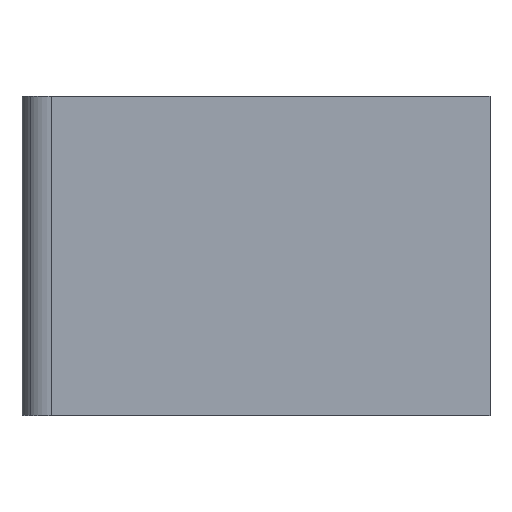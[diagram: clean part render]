
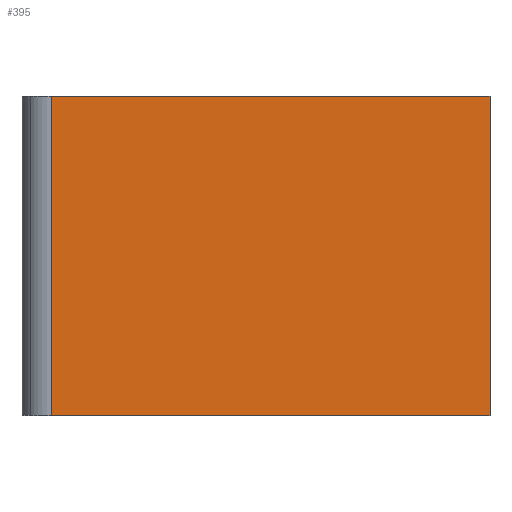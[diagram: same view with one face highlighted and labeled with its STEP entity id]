
A CAD part, top view. The second image highlights one B-rep face of the part: STEP entity #395.
In plain terms, the highlighted planar face has unit normal (0, 0, 1).
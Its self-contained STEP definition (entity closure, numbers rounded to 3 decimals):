
#338=CARTESIAN_POINT('',(-3.49,-2.72,3.18));
#339=VERTEX_POINT('',#338);
#347=CARTESIAN_POINT('',(-3.49,2.72,3.18));
#348=VERTEX_POINT('',#347);
#349=CARTESIAN_POINT('',(-3.49,2.72,3.18));
#350=DIRECTION('',(0.0,-1.0,0.0));
#351=VECTOR('',#350,5.44);
#352=LINE('',#349,#351);
#353=EDGE_CURVE('',#348,#339,#352,.T.);
#365=CARTESIAN_POINT('',(-3.49,2.72,3.18));
#366=DIRECTION('',(0.0,0.0,1.0));
#367=DIRECTION('',(0.0,-1.0,0.0));
#368=AXIS2_PLACEMENT_3D('',#365,#366,#367);
#369=PLANE('',#368);
#370=ORIENTED_EDGE('',*,*,#353,.T.);
#371=CARTESIAN_POINT('',(3.99,-2.72,3.18));
#372=VERTEX_POINT('',#371);
#373=CARTESIAN_POINT('',(-3.49,-2.72,3.18));
#374=DIRECTION('',(1.0,0.0,0.0));
#375=VECTOR('',#374,7.48);
#376=LINE('',#373,#375);
#377=EDGE_CURVE('',#339,#372,#376,.T.);
#378=ORIENTED_EDGE('',*,*,#377,.T.);
#379=CARTESIAN_POINT('',(3.99,2.72,3.18));
#380=VERTEX_POINT('',#379);
#381=CARTESIAN_POINT('',(3.99,2.72,3.18));
#382=DIRECTION('',(0.0,-1.0,0.0));
#383=VECTOR('',#382,5.44);
#384=LINE('',#381,#383);
#385=EDGE_CURVE('',#380,#372,#384,.T.);
#386=ORIENTED_EDGE('',*,*,#385,.F.);
#387=CARTESIAN_POINT('',(3.99,2.72,3.18));
#388=DIRECTION('',(-1.0,0.0,0.0));
#389=VECTOR('',#388,7.48);
#390=LINE('',#387,#389);
#391=EDGE_CURVE('',#380,#348,#390,.T.);
#392=ORIENTED_EDGE('',*,*,#391,.T.);
#393=EDGE_LOOP('',(#370,#378,#386,#392));
#394=FACE_OUTER_BOUND('',#393,.T.);
#395=ADVANCED_FACE('',(#394),#369,.T.);
